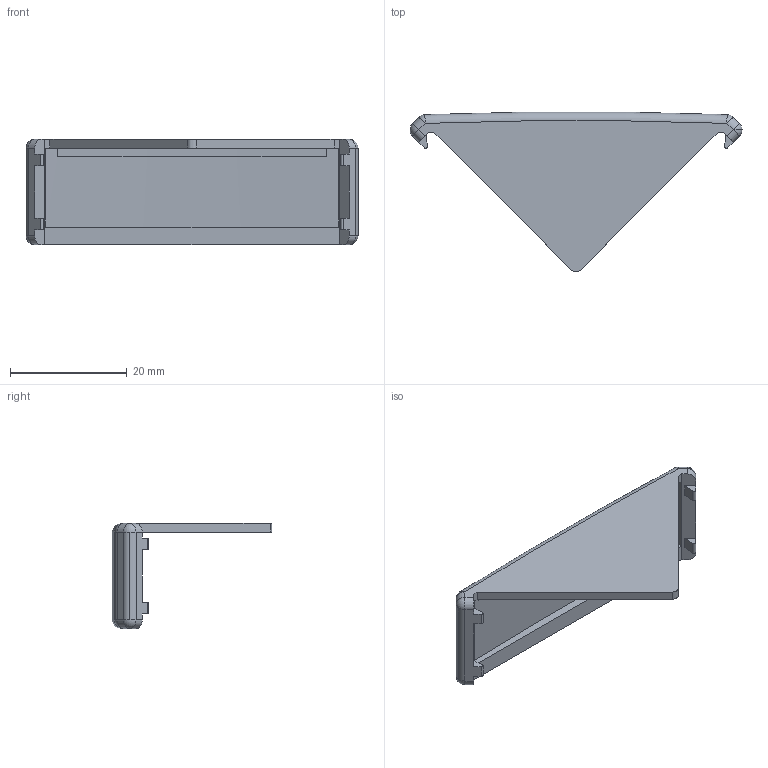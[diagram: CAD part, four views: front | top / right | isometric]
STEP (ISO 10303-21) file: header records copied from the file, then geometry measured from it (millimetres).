
FILE_DESCRIPTION (( 'STEP AP214' ), '1' );
FILE_NAME ('093wa202.STEP', '2014-08-20T10:50:02', ( '' ), ( '' ), 'SwSTEP 2.0', 'SolidWorks 2014', '' );
FILE_SCHEMA (( 'AUTOMOTIVE_DESIGN' ));
Length unit declared in the file: millimetre
Products named in the file (1): 093wa202
Bounding box: 56.79 x 27.32 x 18 mm (x, y, z)
Volume: 3306.2 mm3; surface area: 3905.3 mm2
Topology: 1 solids, 1 shells, 65 faces, 163 edges, 100 vertices
Faces by surface type: plane 30, cylinder 23, sphere 10, torus 2
Entity records: 1961 total; most frequent: DIRECTION 353, CARTESIAN_POINT 329, ORIENTED_EDGE 326, EDGE_CURVE 163, AXIS2_PLACEMENT_3D 124, LINE 105, VECTOR 105, VERTEX_POINT 100
